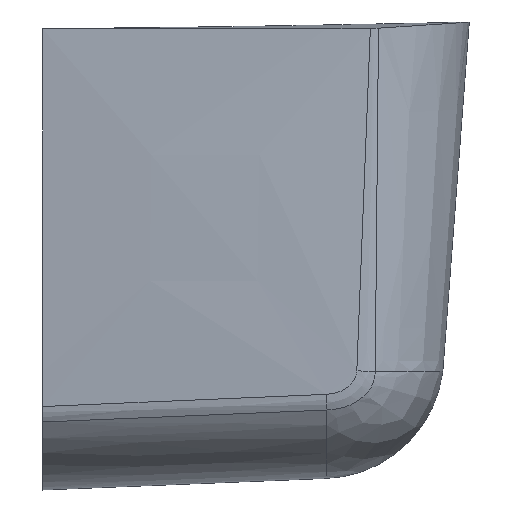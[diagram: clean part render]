
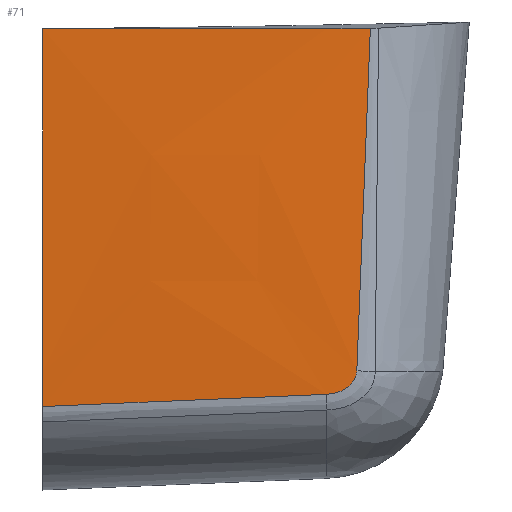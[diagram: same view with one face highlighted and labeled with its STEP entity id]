
A CAD part, left-side view. The second image highlights one B-rep face of the part: STEP entity #71.
In plain terms, the highlighted free-form (B-spline) face has degree [3, 3] with [4, 4] control points.
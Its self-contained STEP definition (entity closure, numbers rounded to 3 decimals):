
#58=B_SPLINE_SURFACE_WITH_KNOTS('',3,3,((#1556,#1557,#1558,#1559),(#1560,
#1561,#1562,#1563),(#1564,#1565,#1566,#1567),(#1568,#1569,#1570,#1571)),
 .UNSPECIFIED.,.F.,.F.,.F.,(4,4),(4,4),(0.,1.),(0.,1.),.UNSPECIFIED.);
#71=ADVANCED_FACE('',(#88),#58,.T.);
#88=FACE_OUTER_BOUND('',#104,.T.);
#104=EDGE_LOOP('',(#195,#196,#197,#198,#199,#200,#201));
#115=B_SPLINE_CURVE_WITH_KNOTS('',3,(#359,#360,#361,#362),.UNSPECIFIED.,
 .F.,.F.,(4,4),(0.,1.),.UNSPECIFIED.);
#116=B_SPLINE_CURVE_WITH_KNOTS('',3,(#364,#365,#366,#367),.UNSPECIFIED.,
 .F.,.F.,(4,4),(0.,1.),.UNSPECIFIED.);
#134=B_SPLINE_CURVE_WITH_KNOTS('',3,(#1489,#1490,#1491,#1492),
 .UNSPECIFIED.,.F.,.F.,(4,4),(0.,1.),.UNSPECIFIED.);
#135=B_SPLINE_CURVE_WITH_KNOTS('',3,(#1494,#1495,#1496,#1497,#1498,#1499,
#1500,#1501,#1502,#1503,#1504,#1505,#1506,#1507,#1508,#1509,#1510),
 .UNSPECIFIED.,.F.,.F.,(4,2,2,1,2,2,2,2,4),(0.,0.25,0.375,
0.437,0.469,0.5,0.625,
0.75,1.),.UNSPECIFIED.);
#136=B_SPLINE_CURVE_WITH_KNOTS('',3,(#1512,#1513,#1514,#1515,#1516,#1517,
#1518,#1519,#1520,#1521,#1522,#1523,#1524,#1525,#1526,#1527,#1528,#1529,
#1530,#1531,#1532,#1533,#1534,#1535,#1536,#1537,#1538,#1539,#1540,#1541,
#1542,#1543,#1544,#1545,#1546,#1547,#1548,#1549,#1550,#1551,#1552,#1553,
#1554,#1555),.UNSPECIFIED.,.F.,.F.,(4,1,1,2,2,1,1,1,1,2,2,2,1,1,2,2,1,1,
1,2,2,2,2,1,1,1,2,2,4),(0.,0.016,0.023,0.027,
0.031,0.047,0.055,0.059,
0.061,0.062,0.062,0.078,
0.086,0.09,0.092,0.094,
0.109,0.117,0.121,0.123,
0.125,0.187,0.25,0.375,
0.437,0.469,0.484,0.5,
1.),.UNSPECIFIED.);
#195=ORIENTED_EDGE('',*,*,#254,.T.);
#196=ORIENTED_EDGE('',*,*,#280,.T.);
#197=ORIENTED_EDGE('',*,*,#281,.T.);
#198=ORIENTED_EDGE('',*,*,#282,.T.);
#199=ORIENTED_EDGE('',*,*,#258,.T.);
#200=ORIENTED_EDGE('',*,*,#257,.T.);
#201=ORIENTED_EDGE('',*,*,#255,.T.);
#228=VERTEX_POINT('',#349);
#229=VERTEX_POINT('',#351);
#230=VERTEX_POINT('',#353);
#231=VERTEX_POINT('',#363);
#232=VERTEX_POINT('',#368);
#245=VERTEX_POINT('',#1493);
#246=VERTEX_POINT('',#1511);
#254=EDGE_CURVE('',#229,#228,#290,.T.);
#255=EDGE_CURVE('',#230,#229,#291,.T.);
#257=EDGE_CURVE('',#231,#230,#115,.T.);
#258=EDGE_CURVE('',#232,#231,#116,.T.);
#280=EDGE_CURVE('',#228,#245,#134,.T.);
#281=EDGE_CURVE('',#245,#246,#135,.T.);
#282=EDGE_CURVE('',#246,#232,#136,.T.);
#290=LINE('',#350,#294);
#291=LINE('',#352,#295);
#294=VECTOR('',#302,1.);
#295=VECTOR('',#303,1.);
#302=DIRECTION('',(0.082,0.,-0.997));
#303=DIRECTION('',(0.082,0.,-0.997));
#349=CARTESIAN_POINT('',(-77.146,0.,-216.999));
#350=CARTESIAN_POINT('',(-84.876,0.,-123.046));
#351=CARTESIAN_POINT('',(-78.803,0.,-196.863));
#352=CARTESIAN_POINT('',(-84.876,0.,-123.046));
#353=CARTESIAN_POINT('',(-95.,0.,0.));
#359=CARTESIAN_POINT('',(-78.897,-163.188,0.159));
#360=CARTESIAN_POINT('',(-84.265,-108.792,0.106));
#361=CARTESIAN_POINT('',(-89.632,-54.396,0.053));
#362=CARTESIAN_POINT('',(-95.,0.,0.));
#363=CARTESIAN_POINT('',(-78.897,-163.188,0.159));
#364=CARTESIAN_POINT('',(-76.43,-188.189,0.183));
#365=CARTESIAN_POINT('',(-77.252,-179.856,0.175));
#366=CARTESIAN_POINT('',(-78.075,-171.522,0.167));
#367=CARTESIAN_POINT('',(-78.897,-163.188,0.159));
#368=CARTESIAN_POINT('',(-76.43,-188.189,0.183));
#1489=CARTESIAN_POINT('',(-77.146,0.,-216.999));
#1490=CARTESIAN_POINT('',(-75.942,-55.282,-214.367));
#1491=CARTESIAN_POINT('',(-74.587,-109.613,-212.033));
#1492=CARTESIAN_POINT('',(-73.139,-162.972,-209.997));
#1493=CARTESIAN_POINT('',(-73.139,-162.972,-209.997));
#1494=CARTESIAN_POINT('',(-73.139,-162.972,-209.997));
#1495=CARTESIAN_POINT('',(-73.078,-165.21,-209.912));
#1496=CARTESIAN_POINT('',(-73.029,-167.283,-209.58));
#1497=CARTESIAN_POINT('',(-72.968,-170.145,-208.713));
#1498=CARTESIAN_POINT('',(-72.95,-171.058,-208.362));
#1499=CARTESIAN_POINT('',(-72.926,-172.366,-207.743));
#1500=CARTESIAN_POINT('',(-72.916,-173.005,-207.41));
#1501=CARTESIAN_POINT('',(-72.906,-173.62,-207.043));
#1502=CARTESIAN_POINT('',(-72.9,-174.025,-206.791));
#1503=CARTESIAN_POINT('',(-72.897,-174.199,-206.678));
#1504=CARTESIAN_POINT('',(-72.881,-175.316,-205.921));
#1505=CARTESIAN_POINT('',(-72.872,-176.114,-205.26));
#1506=CARTESIAN_POINT('',(-72.86,-177.522,-203.827));
#1507=CARTESIAN_POINT('',(-72.858,-178.108,-203.094));
#1508=CARTESIAN_POINT('',(-72.862,-179.725,-200.5));
#1509=CARTESIAN_POINT('',(-72.882,-180.314,-198.59));
#1510=CARTESIAN_POINT('',(-72.921,-180.413,-196.499));
#1511=CARTESIAN_POINT('',(-72.921,-180.413,-196.499));
#1512=CARTESIAN_POINT('',(-72.921,-180.413,-196.499));
#1513=CARTESIAN_POINT('',(-72.939,-180.458,-195.548));
#1514=CARTESIAN_POINT('',(-72.967,-180.526,-194.067));
#1515=CARTESIAN_POINT('',(-73.001,-180.607,-192.243));
#1516=CARTESIAN_POINT('',(-73.016,-180.642,-191.44));
#1517=CARTESIAN_POINT('',(-73.026,-180.666,-190.901));
#1518=CARTESIAN_POINT('',(-73.032,-180.68,-190.578));
#1519=CARTESIAN_POINT('',(-73.053,-180.728,-189.458));
#1520=CARTESIAN_POINT('',(-73.08,-180.788,-188.018));
#1521=CARTESIAN_POINT('',(-73.115,-180.864,-186.169));
#1522=CARTESIAN_POINT('',(-73.133,-180.903,-185.203));
#1523=CARTESIAN_POINT('',(-73.143,-180.923,-184.709));
#1524=CARTESIAN_POINT('',(-73.147,-180.932,-184.495));
#1525=CARTESIAN_POINT('',(-73.149,-180.938,-184.352));
#1526=CARTESIAN_POINT('',(-73.151,-180.942,-184.241));
#1527=CARTESIAN_POINT('',(-73.162,-180.964,-183.691));
#1528=CARTESIAN_POINT('',(-73.176,-180.995,-182.92));
#1529=CARTESIAN_POINT('',(-73.205,-181.056,-181.384));
#1530=CARTESIAN_POINT('',(-73.221,-181.09,-180.521));
#1531=CARTESIAN_POINT('',(-73.243,-181.137,-179.347));
#1532=CARTESIAN_POINT('',(-73.254,-181.158,-178.808));
#1533=CARTESIAN_POINT('',(-73.26,-181.173,-178.441));
#1534=CARTESIAN_POINT('',(-73.265,-181.181,-178.222));
#1535=CARTESIAN_POINT('',(-73.292,-181.238,-176.781));
#1536=CARTESIAN_POINT('',(-73.324,-181.307,-175.051));
#1537=CARTESIAN_POINT('',(-73.355,-181.375,-173.371));
#1538=CARTESIAN_POINT('',(-73.369,-181.405,-172.616));
#1539=CARTESIAN_POINT('',(-73.375,-181.418,-172.31));
#1540=CARTESIAN_POINT('',(-73.379,-181.426,-172.11));
#1541=CARTESIAN_POINT('',(-73.38,-181.429,-172.045));
#1542=CARTESIAN_POINT('',(-73.459,-181.603,-167.794));
#1543=CARTESIAN_POINT('',(-73.535,-181.77,-163.685));
#1544=CARTESIAN_POINT('',(-73.687,-182.103,-155.49));
#1545=CARTESIAN_POINT('',(-73.763,-182.271,-151.366));
#1546=CARTESIAN_POINT('',(-73.985,-182.76,-139.264));
#1547=CARTESIAN_POINT('',(-74.207,-183.25,-127.068));
#1548=CARTESIAN_POINT('',(-74.466,-183.823,-112.671));
#1549=CARTESIAN_POINT('',(-74.596,-184.109,-105.43));
#1550=CARTESIAN_POINT('',(-74.651,-184.232,-102.319));
#1551=CARTESIAN_POINT('',(-74.688,-184.315,-100.242));
#1552=CARTESIAN_POINT('',(-74.708,-184.357,-99.16));
#1553=CARTESIAN_POINT('',(-75.294,-185.656,-66.245));
#1554=CARTESIAN_POINT('',(-75.862,-186.92,-33.463));
#1555=CARTESIAN_POINT('',(-76.43,-188.189,0.183));
#1556=CARTESIAN_POINT('',(-97.076,9.737,13.045));
#1557=CARTESIAN_POINT('',(-88.831,-70.357,13.128));
#1558=CARTESIAN_POINT('',(-80.586,-150.45,13.211));
#1559=CARTESIAN_POINT('',(-72.34,-230.544,13.294));
#1560=CARTESIAN_POINT('',(-89.312,9.632,-77.685));
#1561=CARTESIAN_POINT('',(-83.529,-69.597,-77.638));
#1562=CARTESIAN_POINT('',(-77.745,-148.826,-77.591));
#1563=CARTESIAN_POINT('',(-71.962,-228.054,-77.544));
#1564=CARTESIAN_POINT('',(-81.547,9.526,-168.415));
#1565=CARTESIAN_POINT('',(-78.226,-68.837,-168.404));
#1566=CARTESIAN_POINT('',(-74.905,-147.201,-168.392));
#1567=CARTESIAN_POINT('',(-71.584,-225.565,-168.381));
#1568=CARTESIAN_POINT('',(-73.783,9.421,-259.145));
#1569=CARTESIAN_POINT('',(-72.924,-68.078,-259.169));
#1570=CARTESIAN_POINT('',(-72.065,-145.576,-259.194));
#1571=CARTESIAN_POINT('',(-71.206,-223.075,-259.219));
